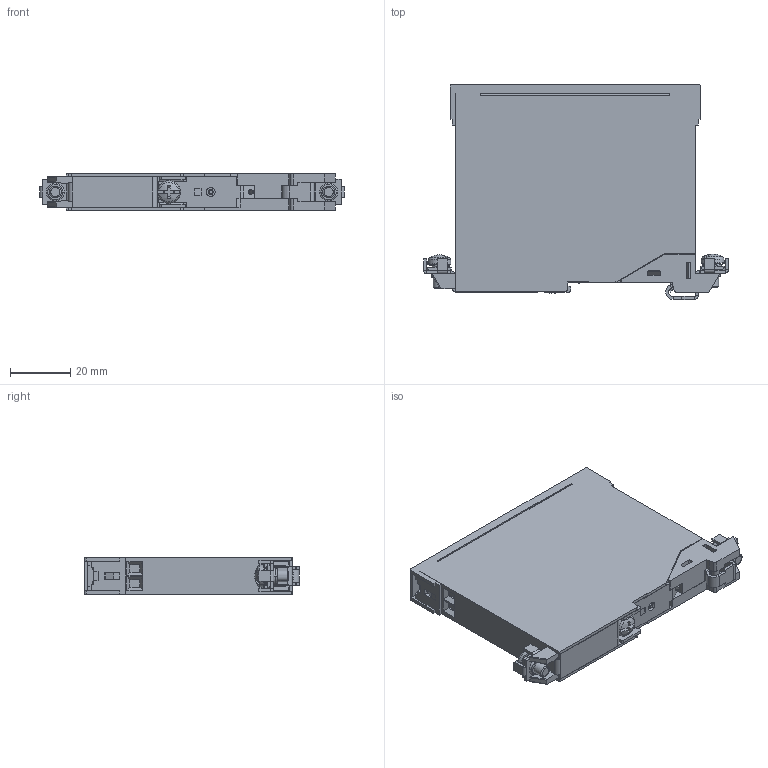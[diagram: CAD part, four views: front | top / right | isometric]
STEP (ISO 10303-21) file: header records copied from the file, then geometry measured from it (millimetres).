
FILE_DESCRIPTION (( 'STEP AP203' ), '1' );
FILE_NAME ('900X_Sicherheitsbarriere.STEP', '2015-08-14T10:54:28', ( '' ), ( '' ), 'SwSTEP 2.0', 'SolidWorks 2015', '' );
FILE_SCHEMA (( 'CONFIG_CONTROL_DESIGN' ));
Length unit declared in the file: millimetre
Products named in the file (1): 900X_Sicherheitsbarriere
Bounding box: 101.5 x 71.63 x 12.2 mm (x, y, z)
Volume: 21812.3 mm3; surface area: 36640.2 mm2
Topology: 5 solids, 10 shells, 1576 faces, 4207 edges, 2676 vertices
Faces by surface type: plane 1107, cylinder 303, cone 62, bspline 57, torus 43, sphere 4
Entity records: 53045 total; most frequent: CARTESIAN_POINT 13925, ORIENTED_EDGE 8414, DIRECTION 7668, EDGE_CURVE 4207, VECTOR 3074, LINE 3074, VERTEX_POINT 2676, AXIS2_PLACEMENT_3D 2297
